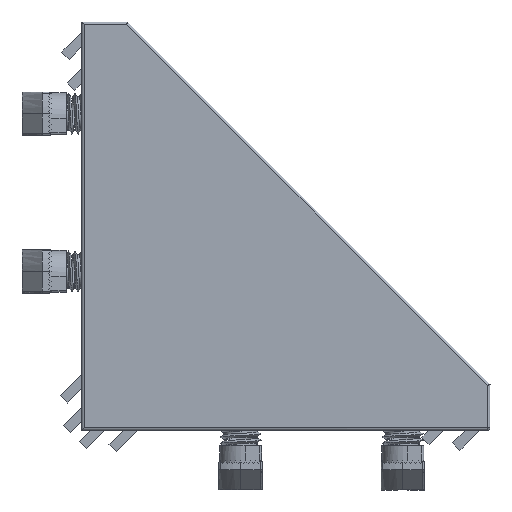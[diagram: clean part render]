
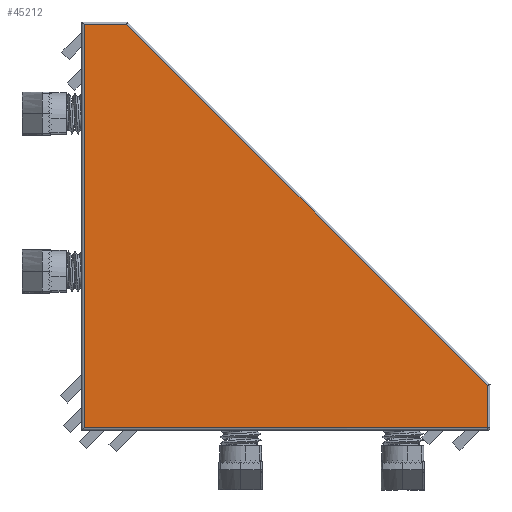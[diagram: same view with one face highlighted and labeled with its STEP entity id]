
A CAD part, left-side view. The second image highlights one B-rep face of the part: STEP entity #45212.
In plain terms, the highlighted planar face has unit normal (-1, 0, 0).
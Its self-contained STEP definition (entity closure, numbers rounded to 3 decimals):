
#775 = ORIENTED_EDGE ( 'NONE', *, *, #3684, .T. ) ;
#953 = CARTESIAN_POINT ( 'NONE',  ( -36., 52.944, 8.743 ) ) ;
#1598 = EDGE_CURVE ( 'NONE', #52662, #18777, #27713, .T. ) ;
#1873 = ORIENTED_EDGE ( 'NONE', *, *, #22141, .T. ) ;
#3436 = CARTESIAN_POINT ( 'NONE',  ( -36., -26.056, 17.036 ) ) ;
#3684 = EDGE_CURVE ( 'NONE', #44997, #32423, #48510, .T. ) ;
#5261 = AXIS2_PLACEMENT_3D ( 'NONE', #19434, #55427, #24609 ) ;
#5840 = ORIENTED_EDGE ( 'NONE', *, *, #31949, .T. ) ;
#8331 = FACE_OUTER_BOUND ( 'NONE', #47825, .T. ) ;
#9150 = LINE ( 'NONE', #20671, #21222 ) ;
#12961 = VECTOR ( 'NONE', #35595, 1000. ) ;
#16287 = DIRECTION ( 'NONE',  ( 0., 0., -1. ) ) ;
#18777 = VERTEX_POINT ( 'NONE', #3436 ) ;
#19434 = CARTESIAN_POINT ( 'NONE',  ( -36., -26.556, 8.243 ) ) ;
#20671 = CARTESIAN_POINT ( 'NONE',  ( -36., -26.056, 17.036 ) ) ;
#21222 = VECTOR ( 'NONE', #51458, 1000. ) ;
#22141 = EDGE_CURVE ( 'NONE', #59037, #44997, #55251, .T. ) ;
#24609 = DIRECTION ( 'NONE',  ( 0., -1., 0. ) ) ;
#26166 = EDGE_CURVE ( 'NONE', #32423, #52662, #54030, .T. ) ;
#26351 = CARTESIAN_POINT ( 'NONE',  ( -36., -26.056, 8.743 ) ) ;
#27090 = DIRECTION ( 'NONE',  ( 0., 0., 1. ) ) ;
#27713 = LINE ( 'NONE', #47531, #53486 ) ;
#28889 = CARTESIAN_POINT ( 'NONE',  ( -36., 52.944, 87.743 ) ) ;
#31593 = CARTESIAN_POINT ( 'NONE',  ( -36., 52.944, 8.243 ) ) ;
#31949 = EDGE_CURVE ( 'NONE', #18777, #59037, #9150, .T. ) ;
#32423 = VERTEX_POINT ( 'NONE', #953 ) ;
#34857 = VECTOR ( 'NONE', #16287, 1000. ) ;
#35160 = ORIENTED_EDGE ( 'NONE', *, *, #1598, .T. ) ;
#35595 = DIRECTION ( 'NONE',  ( 0., -1., 0. ) ) ;
#37134 = ORIENTED_EDGE ( 'NONE', *, *, #26166, .T. ) ;
#37190 = CARTESIAN_POINT ( 'NONE',  ( -36., 44.651, 87.743 ) ) ;
#37724 = DIRECTION ( 'NONE',  ( 0., 1., 0. ) ) ;
#42883 = CARTESIAN_POINT ( 'NONE',  ( -36., -26.556, 87.743 ) ) ;
#44997 = VERTEX_POINT ( 'NONE', #28889 ) ;
#45212 = ADVANCED_FACE ( 'NONE', ( #8331 ), #65592, .T. ) ;
#47531 = CARTESIAN_POINT ( 'NONE',  ( -36., -26.056, 8.243 ) ) ;
#47825 = EDGE_LOOP ( 'NONE', ( #37134, #35160, #5840, #1873, #775 ) ) ;
#48510 = LINE ( 'NONE', #31593, #34857 ) ;
#51458 = DIRECTION ( 'NONE',  ( 0., 0.707, 0.707 ) ) ;
#52662 = VERTEX_POINT ( 'NONE', #26351 ) ;
#53486 = VECTOR ( 'NONE', #27090, 1000. ) ;
#53607 = VECTOR ( 'NONE', #37724, 1000. ) ;
#54030 = LINE ( 'NONE', #61262, #12961 ) ;
#55251 = LINE ( 'NONE', #42883, #53607 ) ;
#55427 = DIRECTION ( 'NONE',  ( -1., 0., 0. ) ) ;
#59037 = VERTEX_POINT ( 'NONE', #37190 ) ;
#61262 = CARTESIAN_POINT ( 'NONE',  ( -36., -26.556, 8.743 ) ) ;
#65592 = PLANE ( 'NONE',  #5261 ) ;
